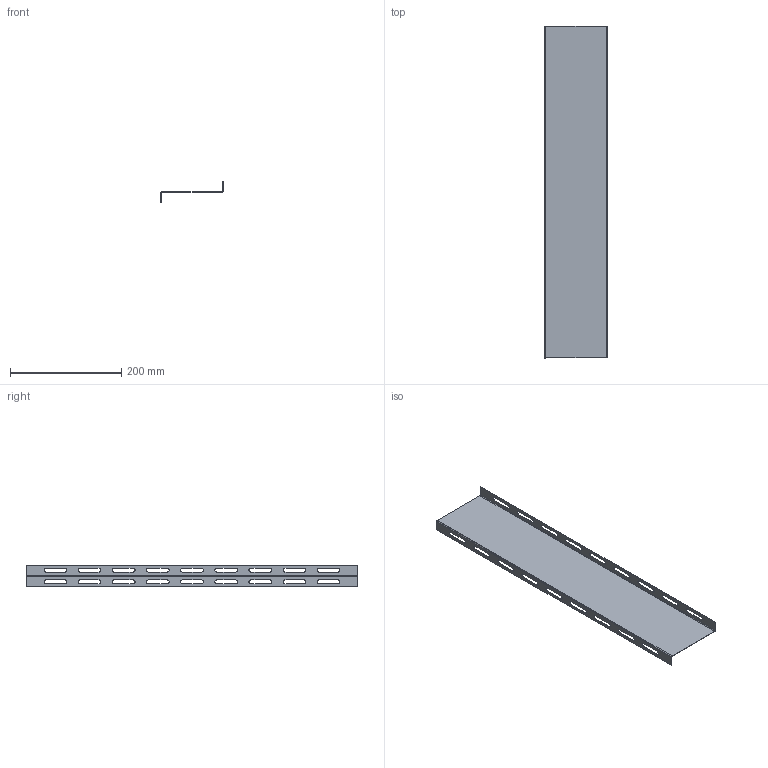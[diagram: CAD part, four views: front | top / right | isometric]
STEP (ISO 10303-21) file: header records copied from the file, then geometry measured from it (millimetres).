
FILE_DESCRIPTION (( 'STEP AP214' ), '1' );
FILE_NAME ('Ïåðåãîðîäêà 600.STEP', '2023-05-22T05:53:45', ( '' ), ( '' ), 'SwSTEP 2.0', 'SolidWorks 2021', '' );
FILE_SCHEMA (( 'AUTOMOTIVE_DESIGN' ));
Length unit declared in the file: millimetre
Products named in the file (1): Ïåðåãîðîäêà 600
Bounding box: 112 x 598 x 39.3 mm (x, y, z)
Volume: 59072.4 mm3; surface area: 170958.5 mm2
Topology: 1 solids, 1 shells, 94 faces, 260 edges, 168 vertices
Faces by surface type: plane 54, cylinder 40
Entity records: 3102 total; most frequent: DIRECTION 530, CARTESIAN_POINT 523, ORIENTED_EDGE 520, EDGE_CURVE 260, VECTOR 180, LINE 180, AXIS2_PLACEMENT_3D 175, VERTEX_POINT 168
